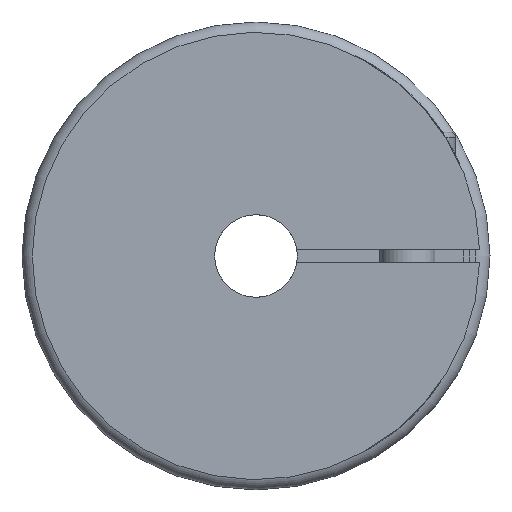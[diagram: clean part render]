
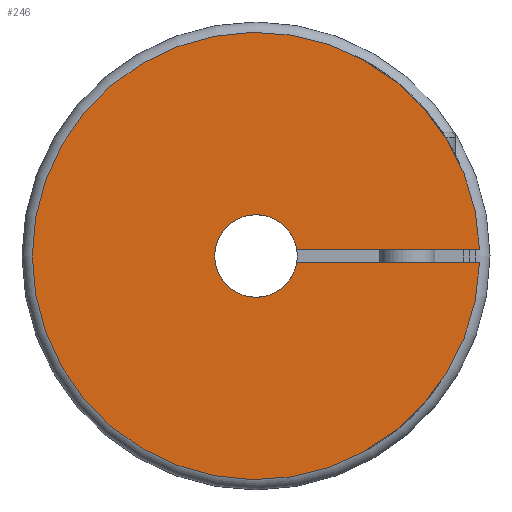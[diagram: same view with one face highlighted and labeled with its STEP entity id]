
A CAD part, left-side view. The second image highlights one B-rep face of the part: STEP entity #246.
In plain terms, the highlighted planar face has unit normal (-1, 0, 0).
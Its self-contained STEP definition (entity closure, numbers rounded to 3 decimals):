
#246 = ADVANCED_FACE( '', ( #611 ), #612, .T. );
#611 = FACE_OUTER_BOUND( '', #1124, .T. );
#612 = PLANE( '', #1125 );
#1124 = EDGE_LOOP( '', ( #1775, #1776, #1777, #1778 ) );
#1125 = AXIS2_PLACEMENT_3D( '', #1779, #1780, #1781 );
#1775 = ORIENTED_EDGE( '', *, *, #2574, .F. );
#1776 = ORIENTED_EDGE( '', *, *, #2575, .F. );
#1777 = ORIENTED_EDGE( '', *, *, #2482, .F. );
#1778 = ORIENTED_EDGE( '', *, *, #2576, .F. );
#1779 = CARTESIAN_POINT( '', ( -28.5, 0., 0. ) );
#1780 = DIRECTION( '', ( -1., 0., 0. ) );
#1781 = DIRECTION( '', ( 0., 0., 1. ) );
#2482 = EDGE_CURVE( '', #2863, #2865, #2866, .T. );
#2574 = EDGE_CURVE( '', #3012, #3013, #3014, .T. );
#2575 = EDGE_CURVE( '', #2865, #3012, #3015, .T. );
#2576 = EDGE_CURVE( '', #3013, #2863, #3016, .T. );
#2863 = VERTEX_POINT( '', #3552 );
#2865 = VERTEX_POINT( '', #3555 );
#2866 = LINE( '', #3556, #3557 );
#3012 = VERTEX_POINT( '', #3953 );
#3013 = VERTEX_POINT( '', #3954 );
#3014 = LINE( '', #3955, #3956 );
#3015 = CIRCLE( '', #3957, 16.25 );
#3016 = CIRCLE( '', #3958, 3. );
#3552 = CARTESIAN_POINT( '', ( -28.5, -2.958, -0.5 ) );
#3555 = CARTESIAN_POINT( '', ( -28.5, -16.242, -0.5 ) );
#3556 = CARTESIAN_POINT( '', ( -28.5, -5.979, -0.5 ) );
#3557 = VECTOR( '', #4712, 1000. );
#3953 = CARTESIAN_POINT( '', ( -28.5, -16.242, 0.5 ) );
#3954 = CARTESIAN_POINT( '', ( -28.5, -2.958, 0.5 ) );
#3955 = CARTESIAN_POINT( '', ( -28.5, -5.979, 0.5 ) );
#3956 = VECTOR( '', #4847, 1000. );
#3957 = AXIS2_PLACEMENT_3D( '', #4848, #4849, #4850 );
#3958 = AXIS2_PLACEMENT_3D( '', #4851, #4852, #4853 );
#4712 = DIRECTION( '', ( 0., -1., 0. ) );
#4847 = DIRECTION( '', ( 0., 1., 0. ) );
#4848 = CARTESIAN_POINT( '', ( -28.5, 0., 0. ) );
#4849 = DIRECTION( '', ( 1., 0., 0. ) );
#4850 = DIRECTION( '', ( 0., -1., 0. ) );
#4851 = CARTESIAN_POINT( '', ( -28.5, 0., 0. ) );
#4852 = DIRECTION( '', ( -1., 0., 0. ) );
#4853 = DIRECTION( '', ( 0., -1., 0. ) );
